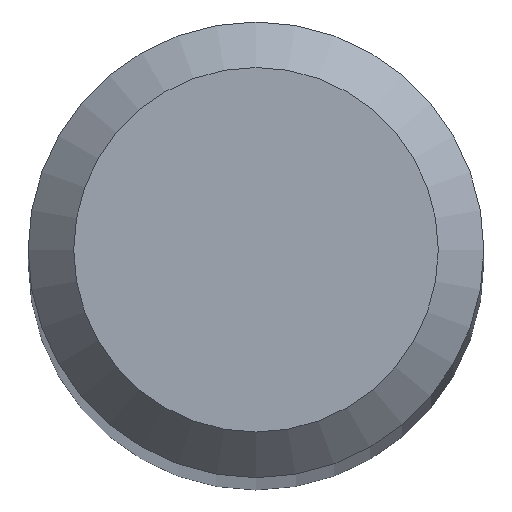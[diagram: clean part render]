
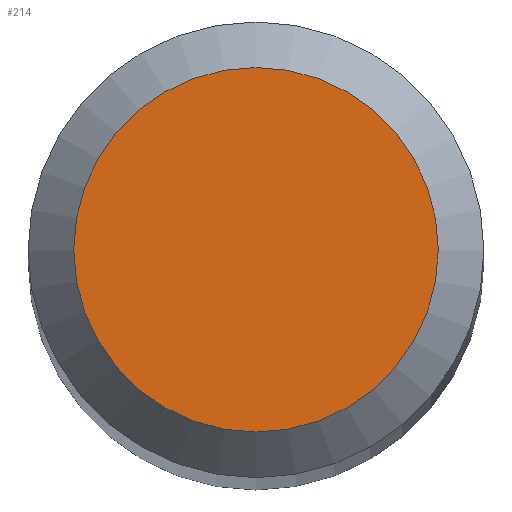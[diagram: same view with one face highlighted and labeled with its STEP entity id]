
A CAD part, top view. The second image highlights one B-rep face of the part: STEP entity #214.
In plain terms, the highlighted planar face has unit normal (0, 0, 1).
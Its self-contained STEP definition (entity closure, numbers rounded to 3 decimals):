
#4 = DIRECTION ( 'NONE',  ( 0., 1., 0. ) ) ;
#17 = CARTESIAN_POINT ( 'NONE',  ( 0., 0.6, 30. ) ) ;
#27 = PLANE ( 'NONE',  #296 ) ;
#56 = CARTESIAN_POINT ( 'NONE',  ( 0., 0., 30. ) ) ;
#137 = VERTEX_POINT ( 'NONE', #17 ) ;
#145 = DIRECTION ( 'NONE',  ( 0., 0., -1. ) ) ;
#147 = FACE_OUTER_BOUND ( 'NONE', #188, .T. ) ;
#156 = AXIS2_PLACEMENT_3D ( 'NONE', #266, #145, #197 ) ;
#168 = EDGE_CURVE ( 'NONE', #137, #137, #212, .T. ) ;
#188 = EDGE_LOOP ( 'NONE', ( #241 ) ) ;
#197 = DIRECTION ( 'NONE',  ( 0., 1., 0. ) ) ;
#212 = CIRCLE ( 'NONE', #156, 0.6 ) ;
#214 = ADVANCED_FACE ( 'NONE', ( #147 ), #27, .F. ) ;
#241 = ORIENTED_EDGE ( 'NONE', *, *, #168, .F. ) ;
#266 = CARTESIAN_POINT ( 'NONE',  ( 0., 0., 30. ) ) ;
#291 = DIRECTION ( 'NONE',  ( 0., 0., -1. ) ) ;
#296 = AXIS2_PLACEMENT_3D ( 'NONE', #56, #291, #4 ) ;
